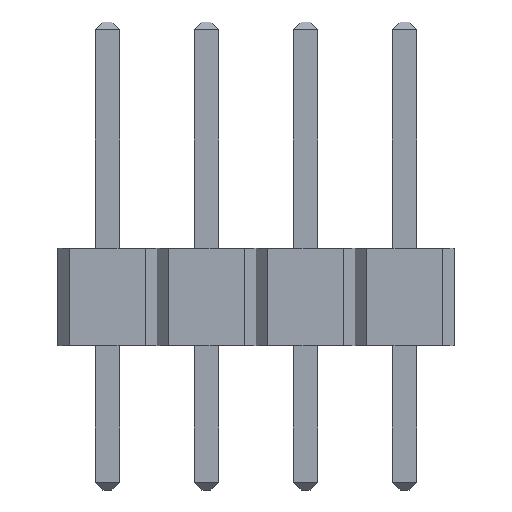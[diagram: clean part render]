
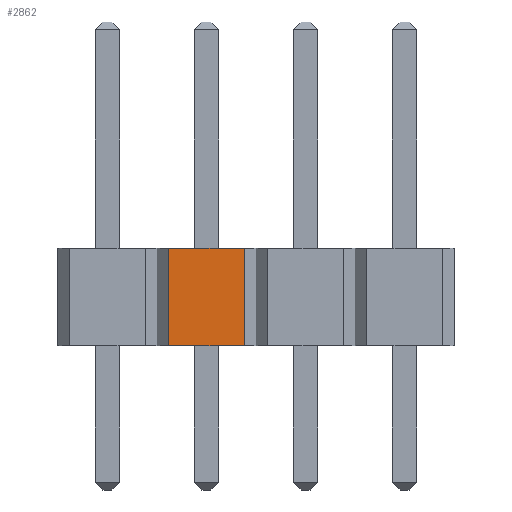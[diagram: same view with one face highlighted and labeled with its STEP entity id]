
A CAD part, front view. The second image highlights one B-rep face of the part: STEP entity #2862.
In plain terms, the highlighted planar face has unit normal (0, -1, 0).
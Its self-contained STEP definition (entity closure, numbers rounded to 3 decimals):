
#1974 = PLANE('',#1975);
#1975 = AXIS2_PLACEMENT_3D('',#1976,#1977,#1978);
#1976 = CARTESIAN_POINT('',(1.27,1.27,3.7));
#1977 = DIRECTION('',(0.,0.,1.));
#1978 = DIRECTION('',(1.,0.,0.));
#2325 = VERTEX_POINT('',#2326);
#2326 = CARTESIAN_POINT('',(1.57,-1.27,3.7));
#2340 = PLANE('',#2341);
#2341 = AXIS2_PLACEMENT_3D('',#2342,#2343,#2344);
#2342 = CARTESIAN_POINT('',(1.42,-1.12,3.7));
#2343 = DIRECTION('',(-0.707,-0.707,0.));
#2344 = DIRECTION('',(0.,0.,1.));
#2352 = EDGE_CURVE('',#2353,#2325,#2355,.T.);
#2353 = VERTEX_POINT('',#2354);
#2354 = CARTESIAN_POINT('',(3.51,-1.27,3.7));
#2355 = SURFACE_CURVE('',#2356,(#2360,#2367),.PCURVE_S1.);
#2356 = LINE('',#2357,#2358);
#2357 = CARTESIAN_POINT('',(3.81,-1.27,3.7));
#2358 = VECTOR('',#2359,1.);
#2359 = DIRECTION('',(-1.,0.,0.));
#2360 = PCURVE('',#1974,#2361);
#2361 = DEFINITIONAL_REPRESENTATION('',(#2362),#2366);
#2362 = LINE('',#2363,#2364);
#2363 = CARTESIAN_POINT('',(2.54,-2.54));
#2364 = VECTOR('',#2365,1.);
#2365 = DIRECTION('',(-1.,0.));
#2366 = ( GEOMETRIC_REPRESENTATION_CONTEXT(2) 
PARAMETRIC_REPRESENTATION_CONTEXT() REPRESENTATION_CONTEXT('2D SPACE',''
  ) );
#2367 = PCURVE('',#2368,#2373);
#2368 = PLANE('',#2369);
#2369 = AXIS2_PLACEMENT_3D('',#2370,#2371,#2372);
#2370 = CARTESIAN_POINT('',(3.81,-1.27,3.7));
#2371 = DIRECTION('',(0.,-1.,0.));
#2372 = DIRECTION('',(-1.,0.,0.));
#2373 = DEFINITIONAL_REPRESENTATION('',(#2374),#2378);
#2374 = LINE('',#2375,#2376);
#2375 = CARTESIAN_POINT('',(0.,-0.));
#2376 = VECTOR('',#2377,1.);
#2377 = DIRECTION('',(1.,0.));
#2378 = ( GEOMETRIC_REPRESENTATION_CONTEXT(2) 
PARAMETRIC_REPRESENTATION_CONTEXT() REPRESENTATION_CONTEXT('2D SPACE',''
  ) );
#2396 = PLANE('',#2397);
#2397 = AXIS2_PLACEMENT_3D('',#2398,#2399,#2400);
#2398 = CARTESIAN_POINT('',(3.66,-1.12,3.7));
#2399 = DIRECTION('',(0.707,-0.707,0.));
#2400 = DIRECTION('',(0.,0.,1.));
#2536 = PLANE('',#2537);
#2537 = AXIS2_PLACEMENT_3D('',#2538,#2539,#2540);
#2538 = CARTESIAN_POINT('',(1.27,1.27,6.2));
#2539 = DIRECTION('',(0.,0.,1.));
#2540 = DIRECTION('',(1.,0.,0.));
#2769 = EDGE_CURVE('',#2325,#2770,#2772,.T.);
#2770 = VERTEX_POINT('',#2771);
#2771 = CARTESIAN_POINT('',(1.57,-1.27,6.2));
#2772 = SURFACE_CURVE('',#2773,(#2777,#2784),.PCURVE_S1.);
#2773 = LINE('',#2774,#2775);
#2774 = CARTESIAN_POINT('',(1.57,-1.27,3.7));
#2775 = VECTOR('',#2776,1.);
#2776 = DIRECTION('',(0.,0.,1.));
#2777 = PCURVE('',#2340,#2778);
#2778 = DEFINITIONAL_REPRESENTATION('',(#2779),#2783);
#2779 = LINE('',#2780,#2781);
#2780 = CARTESIAN_POINT('',(0.,-0.212));
#2781 = VECTOR('',#2782,1.);
#2782 = DIRECTION('',(1.,0.));
#2783 = ( GEOMETRIC_REPRESENTATION_CONTEXT(2) 
PARAMETRIC_REPRESENTATION_CONTEXT() REPRESENTATION_CONTEXT('2D SPACE',''
  ) );
#2784 = PCURVE('',#2368,#2785);
#2785 = DEFINITIONAL_REPRESENTATION('',(#2786),#2790);
#2786 = LINE('',#2787,#2788);
#2787 = CARTESIAN_POINT('',(2.24,0.));
#2788 = VECTOR('',#2789,1.);
#2789 = DIRECTION('',(0.,-1.));
#2790 = ( GEOMETRIC_REPRESENTATION_CONTEXT(2) 
PARAMETRIC_REPRESENTATION_CONTEXT() REPRESENTATION_CONTEXT('2D SPACE',''
  ) );
#2820 = VERTEX_POINT('',#2821);
#2821 = CARTESIAN_POINT('',(3.51,-1.27,6.2));
#2842 = EDGE_CURVE('',#2353,#2820,#2843,.T.);
#2843 = SURFACE_CURVE('',#2844,(#2848,#2855),.PCURVE_S1.);
#2844 = LINE('',#2845,#2846);
#2845 = CARTESIAN_POINT('',(3.51,-1.27,3.7));
#2846 = VECTOR('',#2847,1.);
#2847 = DIRECTION('',(0.,0.,1.));
#2848 = PCURVE('',#2396,#2849);
#2849 = DEFINITIONAL_REPRESENTATION('',(#2850),#2854);
#2850 = LINE('',#2851,#2852);
#2851 = CARTESIAN_POINT('',(0.,0.212));
#2852 = VECTOR('',#2853,1.);
#2853 = DIRECTION('',(1.,0.));
#2854 = ( GEOMETRIC_REPRESENTATION_CONTEXT(2) 
PARAMETRIC_REPRESENTATION_CONTEXT() REPRESENTATION_CONTEXT('2D SPACE',''
  ) );
#2855 = PCURVE('',#2368,#2856);
#2856 = DEFINITIONAL_REPRESENTATION('',(#2857),#2861);
#2857 = LINE('',#2858,#2859);
#2858 = CARTESIAN_POINT('',(0.3,0.));
#2859 = VECTOR('',#2860,1.);
#2860 = DIRECTION('',(0.,-1.));
#2861 = ( GEOMETRIC_REPRESENTATION_CONTEXT(2) 
PARAMETRIC_REPRESENTATION_CONTEXT() REPRESENTATION_CONTEXT('2D SPACE',''
  ) );
#2862 = ADVANCED_FACE('',(#2863),#2368,.T.);
#2863 = FACE_BOUND('',#2864,.T.);
#2864 = EDGE_LOOP('',(#2865,#2866,#2867,#2888));
#2865 = ORIENTED_EDGE('',*,*,#2352,.F.);
#2866 = ORIENTED_EDGE('',*,*,#2842,.T.);
#2867 = ORIENTED_EDGE('',*,*,#2868,.T.);
#2868 = EDGE_CURVE('',#2820,#2770,#2869,.T.);
#2869 = SURFACE_CURVE('',#2870,(#2874,#2881),.PCURVE_S1.);
#2870 = LINE('',#2871,#2872);
#2871 = CARTESIAN_POINT('',(3.81,-1.27,6.2));
#2872 = VECTOR('',#2873,1.);
#2873 = DIRECTION('',(-1.,0.,0.));
#2874 = PCURVE('',#2368,#2875);
#2875 = DEFINITIONAL_REPRESENTATION('',(#2876),#2880);
#2876 = LINE('',#2877,#2878);
#2877 = CARTESIAN_POINT('',(0.,-2.5));
#2878 = VECTOR('',#2879,1.);
#2879 = DIRECTION('',(1.,0.));
#2880 = ( GEOMETRIC_REPRESENTATION_CONTEXT(2) 
PARAMETRIC_REPRESENTATION_CONTEXT() REPRESENTATION_CONTEXT('2D SPACE',''
  ) );
#2881 = PCURVE('',#2536,#2882);
#2882 = DEFINITIONAL_REPRESENTATION('',(#2883),#2887);
#2883 = LINE('',#2884,#2885);
#2884 = CARTESIAN_POINT('',(2.54,-2.54));
#2885 = VECTOR('',#2886,1.);
#2886 = DIRECTION('',(-1.,0.));
#2887 = ( GEOMETRIC_REPRESENTATION_CONTEXT(2) 
PARAMETRIC_REPRESENTATION_CONTEXT() REPRESENTATION_CONTEXT('2D SPACE',''
  ) );
#2888 = ORIENTED_EDGE('',*,*,#2769,.F.);
